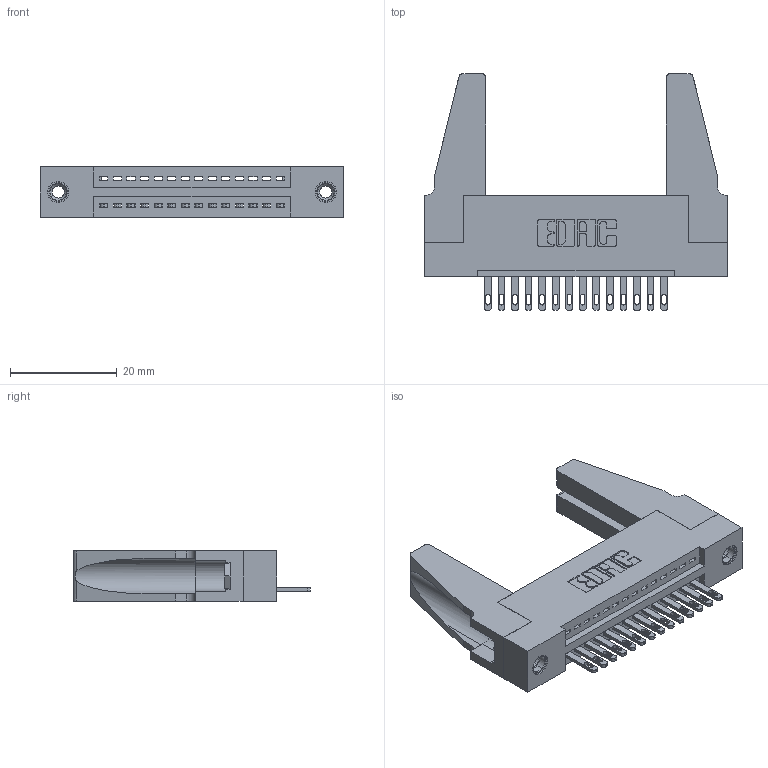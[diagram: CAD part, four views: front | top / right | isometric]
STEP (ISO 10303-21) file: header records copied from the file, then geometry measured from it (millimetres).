
FILE_DESCRIPTION (( 'STEP AP203' ), '1' );
FILE_NAME ('345-014-500-188.STEP', '2019-10-04T04:58:15', ( '' ), ( '' ), 'SwSTEP 2.0', 'SolidWorks 2016', '' );
FILE_SCHEMA (( 'CONFIG_CONTROL_DESIGN' ));
Length unit declared in the file: inch
Products named in the file (5): 345-292-001_345-293-100; 345 Part_Flush Mounting Lugs - 0.156 Dia-TH; 345-250-001_345-250-001-102; 345-220-078_345-220-088; 345-014-500-188
Assembly tree (19 placements, depth 2):
  345-014-500-188
    345 Part_Flush Mounting Lugs - 0.156 Dia-TH
    345-292-001_345-293-100  x14
    345-250-001_345-250-001-102  x2
    345-220-078_345-220-088  x2
Bounding box: 56.79 x 44.37 x 9.4 mm (x, y, z)
Volume: 8426.2 mm3; surface area: 9655.5 mm2
Topology: 19 solids, 19 shells, 1006 faces, 3007 edges, 1994 vertices
Faces by surface type: plane 628, cylinder 362, cone 12, torus 4
Entity records: 16384 total; most frequent: CARTESIAN_POINT 2828, ORIENTED_EDGE 2736, DIRECTION 2520, EDGE_CURVE 1368, LINE 1134, VECTOR 1134, VERTEX_POINT 906, AXIS2_PLACEMENT_3D 693
